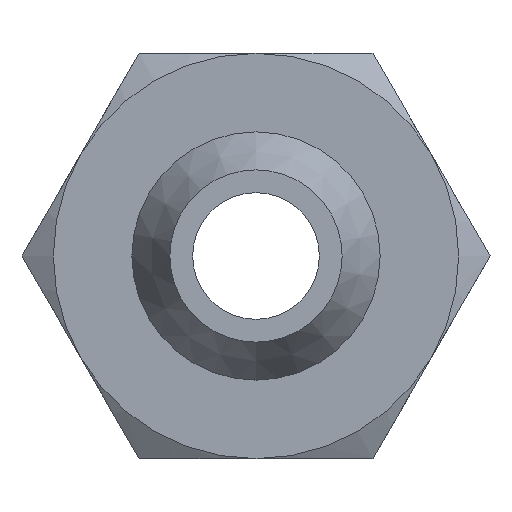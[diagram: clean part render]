
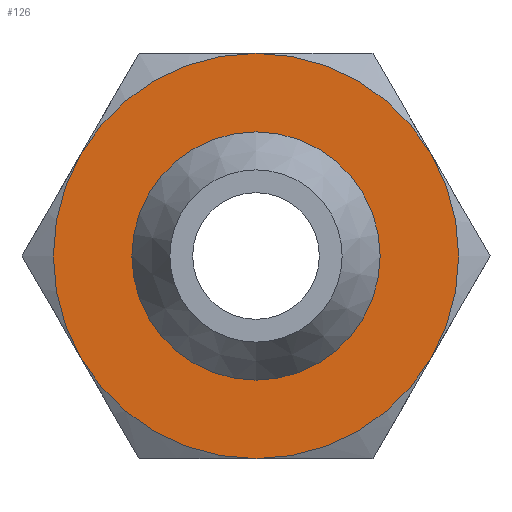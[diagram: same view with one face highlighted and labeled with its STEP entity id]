
A CAD part, front view. The second image highlights one B-rep face of the part: STEP entity #126.
In plain terms, the highlighted planar face has unit normal (0, -1, 0).
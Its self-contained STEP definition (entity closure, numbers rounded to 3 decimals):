
#24 = AXIS2_PLACEMENT_3D ( 'NONE', #299, #310, #323 ) ;
#48 = AXIS2_PLACEMENT_3D ( 'NONE', #440, #441, #442 ) ;
#50 = AXIS2_PLACEMENT_3D ( 'NONE', #429, #430, #432 ) ;
#51 = AXIS2_PLACEMENT_3D ( 'NONE', #424, #427, #428 ) ;
#52 = AXIS2_PLACEMENT_3D ( 'NONE', #419, #420, #421 ) ;
#53 = AXIS2_PLACEMENT_3D ( 'NONE', #416, #417, #418 ) ;
#54 = AXIS2_PLACEMENT_3D ( 'NONE', #409, #410, #412 ) ;
#55 = AXIS2_PLACEMENT_3D ( 'NONE', #399, #400, #401 ) ;
#90 = EDGE_CURVE ( 'NONE', #687, #578, #592, .T. ) ;
#92 = EDGE_CURVE ( 'NONE', #578, #692, #593, .T. ) ;
#94 = EDGE_CURVE ( 'NONE', #692, #686, #589, .T. ) ;
#95 = EDGE_CURVE ( 'NONE', #686, #680, #587, .T. ) ;
#96 = EDGE_CURVE ( 'NONE', #680, #576, #608, .T. ) ;
#97 = EDGE_CURVE ( 'NONE', #576, #687, #609, .T. ) ;
#99 = EDGE_CURVE ( 'NONE', #494, #494, #611, .T. ) ;
#126 = ADVANCED_FACE ( 'NONE', ( #549, #538 ), #315, .T. ) ;
#141 = CARTESIAN_POINT ( 'NONE',  ( 3.464, 4., -2. ) ) ;
#180 = CARTESIAN_POINT ( 'NONE',  ( 0., 4., 4. ) ) ;
#197 = CARTESIAN_POINT ( 'NONE',  ( 0., 4., -2.45 ) ) ;
#209 = CARTESIAN_POINT ( 'NONE',  ( 0., 4., -4. ) ) ;
#225 = CARTESIAN_POINT ( 'NONE',  ( -3.464, 4., 2. ) ) ;
#251 = CARTESIAN_POINT ( 'NONE',  ( -3.464, 4., -2. ) ) ;
#263 = CARTESIAN_POINT ( 'NONE',  ( 3.464, 4., 2. ) ) ;
#299 = CARTESIAN_POINT ( 'NONE',  ( -4.048, 4., 4.048 ) ) ;
#310 = DIRECTION ( 'NONE',  ( 0., -1., 0. ) ) ;
#315 = PLANE ( 'NONE',  #24 ) ;
#323 = DIRECTION ( 'NONE',  ( 0., 0., -1. ) ) ;
#399 = CARTESIAN_POINT ( 'NONE',  ( 0., 4., 0. ) ) ;
#400 = DIRECTION ( 'NONE',  ( 0., -1., 0. ) ) ;
#401 = DIRECTION ( 'NONE',  ( 0., 0., 1. ) ) ;
#409 = CARTESIAN_POINT ( 'NONE',  ( 0., 4., 0. ) ) ;
#410 = DIRECTION ( 'NONE',  ( 0., -1., 0. ) ) ;
#412 = DIRECTION ( 'NONE',  ( 0., 0., 1. ) ) ;
#416 = CARTESIAN_POINT ( 'NONE',  ( 0., 4., 0. ) ) ;
#417 = DIRECTION ( 'NONE',  ( 0., -1., 0. ) ) ;
#418 = DIRECTION ( 'NONE',  ( 0., 0., 1. ) ) ;
#419 = CARTESIAN_POINT ( 'NONE',  ( 0., 4., 0. ) ) ;
#420 = DIRECTION ( 'NONE',  ( 0., -1., 0. ) ) ;
#421 = DIRECTION ( 'NONE',  ( 0., 0., 1. ) ) ;
#424 = CARTESIAN_POINT ( 'NONE',  ( 0., 4., 0. ) ) ;
#427 = DIRECTION ( 'NONE',  ( 0., -1., 0. ) ) ;
#428 = DIRECTION ( 'NONE',  ( 0., 0., 1. ) ) ;
#429 = CARTESIAN_POINT ( 'NONE',  ( 0., 4., 0. ) ) ;
#430 = DIRECTION ( 'NONE',  ( 0., -1., 0. ) ) ;
#432 = DIRECTION ( 'NONE',  ( 0., 0., 1. ) ) ;
#440 = CARTESIAN_POINT ( 'NONE',  ( 0., 4., 0. ) ) ;
#441 = DIRECTION ( 'NONE',  ( 0., 1., 0. ) ) ;
#442 = DIRECTION ( 'NONE',  ( 0., 0., -1. ) ) ;
#494 = VERTEX_POINT ( 'NONE', #197 ) ;
#538 = FACE_OUTER_BOUND ( 'NONE', #714, .T. ) ;
#549 = FACE_BOUND ( 'NONE', #552, .T. ) ;
#552 = EDGE_LOOP ( 'NONE', ( #632 ) ) ;
#576 = VERTEX_POINT ( 'NONE', #251 ) ;
#578 = VERTEX_POINT ( 'NONE', #141 ) ;
#587 = CIRCLE ( 'NONE', #52, 4. ) ;
#589 = CIRCLE ( 'NONE', #53, 4. ) ;
#592 = CIRCLE ( 'NONE', #55, 4. ) ;
#593 = CIRCLE ( 'NONE', #54, 4. ) ;
#608 = CIRCLE ( 'NONE', #51, 4. ) ;
#609 = CIRCLE ( 'NONE', #50, 4. ) ;
#611 = CIRCLE ( 'NONE', #48, 2.45 ) ;
#631 = ORIENTED_EDGE ( 'NONE', *, *, #97, .T. ) ;
#632 = ORIENTED_EDGE ( 'NONE', *, *, #99, .T. ) ;
#633 = ORIENTED_EDGE ( 'NONE', *, *, #96, .T. ) ;
#680 = VERTEX_POINT ( 'NONE', #225 ) ;
#686 = VERTEX_POINT ( 'NONE', #180 ) ;
#687 = VERTEX_POINT ( 'NONE', #209 ) ;
#692 = VERTEX_POINT ( 'NONE', #263 ) ;
#714 = EDGE_LOOP ( 'NONE', ( #633, #631, #744, #745, #716, #728 ) ) ;
#716 = ORIENTED_EDGE ( 'NONE', *, *, #94, .T. ) ;
#728 = ORIENTED_EDGE ( 'NONE', *, *, #95, .T. ) ;
#744 = ORIENTED_EDGE ( 'NONE', *, *, #90, .T. ) ;
#745 = ORIENTED_EDGE ( 'NONE', *, *, #92, .T. ) ;
